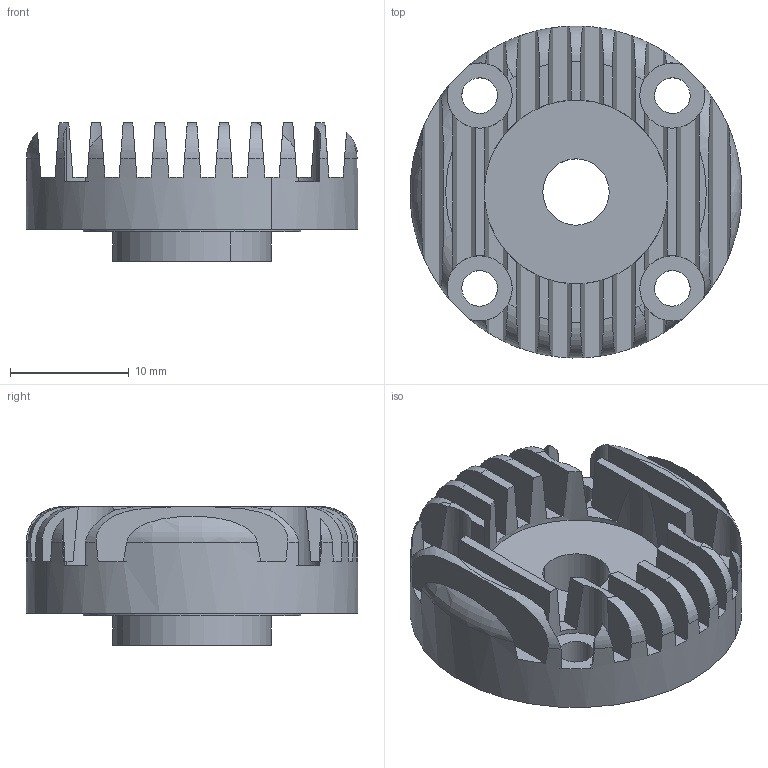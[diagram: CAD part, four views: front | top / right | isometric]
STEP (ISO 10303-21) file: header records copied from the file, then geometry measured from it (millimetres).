
FILE_DESCRIPTION(('CATIA V5 STEP'),'2;1');
FILE_NAME('Zylkopf.stp','2005-10-28T08:27:59+00:00',('none'),('none'),'CATIA Version 5','CATIA V5 STEP AP214','none');
FILE_SCHEMA(('AUTOMOTIVE_DESIGN { 1 0 10303 214 1 1 1 1 }'));
Length unit declared in the file: millimetre
Products named in the file (1): Zylkopf
Bounding box: 27.99 x 28 x 11.7 mm (x, y, z)
Volume: 3280.7 mm3; surface area: 3249 mm2
Topology: 1 solids, 1 shells, 137 faces, 404 edges, 270 vertices
Faces by surface type: plane 89, cylinder 26, torus 22
Entity records: 4412 total; most frequent: CARTESIAN_POINT 1344, ORIENTED_EDGE 808, EDGE_CURVE 404, DIRECTION 360, VERTEX_POINT 270, AXIS2_PLACEMENT_3D 210, CIRCLE 160, EDGE_LOOP 148
